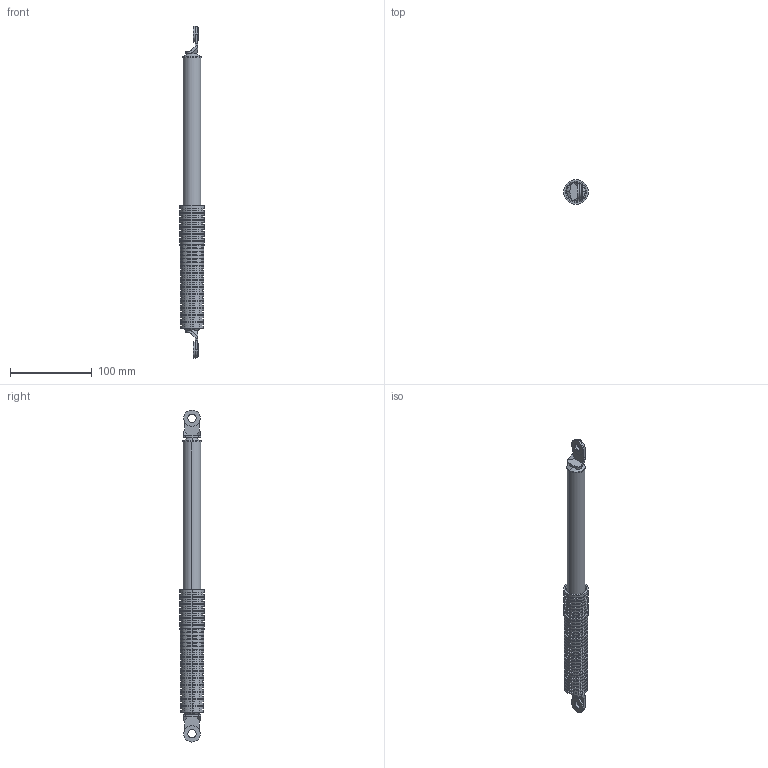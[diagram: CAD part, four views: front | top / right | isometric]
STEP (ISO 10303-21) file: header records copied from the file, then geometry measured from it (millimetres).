
FILE_DESCRIPTION( (''), '2;1');
FILE_NAME ('PC14.1516.TM_363_100_20_28028.stp','2020-11-04T10:18:10',(''),(''),'spGate 16.7.1','','');
FILE_SCHEMA (('AUTOMOTIVE_DESIGN'));
Length unit declared in the file: millimetre
Products named in the file (6): Assembly; washer_1; washer_2; cover; body; body_1
Assembly tree (7 placements, depth 2):
  Assembly
    washer_1  x2
    washer_2  x2
    cover
    body
    body_1
Bounding box: 30 x 30 x 406 mm (x, y, z)
Volume: 118814.3 mm3; surface area: 60398.9 mm2
Topology: 7 solids, 7 shells, 323 faces, 679 edges, 444 vertices
Faces by surface type: bspline 162, plane 115, cylinder 46
Entity records: 15057 total; most frequent: CARTESIAN_POINT 3266, ORIENTED_EDGE 1310, DIRECTION 1160, COLOUR_RGB 971, PRESENTATION_STYLE_ASSIGNMENT 971, STYLED_ITEM 971, EDGE_CURVE 655, DRAUGHTING_PRE_DEFINED_CURVE_FONT 655
